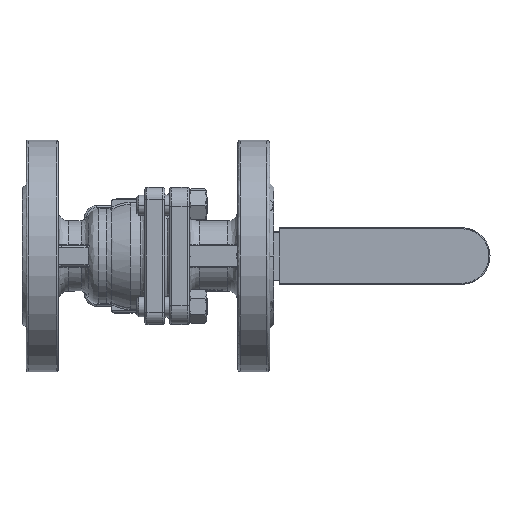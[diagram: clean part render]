
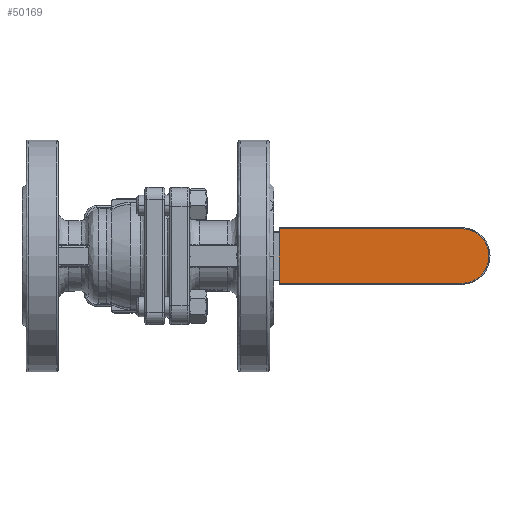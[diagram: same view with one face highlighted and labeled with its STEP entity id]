
A CAD part, front view. The second image highlights one B-rep face of the part: STEP entity #50169.
In plain terms, the highlighted planar face has unit normal (0, -1, 0).
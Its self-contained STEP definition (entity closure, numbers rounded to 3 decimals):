
#893 = CARTESIAN_POINT ( 'NONE',  ( -79.295, 17., 14. ) ) ;
#1502 = DIRECTION ( 'NONE',  ( 0., 0., -1. ) ) ;
#1703 = ORIENTED_EDGE ( 'NONE', *, *, #14341, .F. ) ;
#4160 = VECTOR ( 'NONE', #45451, 1000. ) ;
#4778 = AXIS2_PLACEMENT_3D ( 'NONE', #5755, #42258, #50533 ) ;
#5755 = CARTESIAN_POINT ( 'NONE',  ( -183.746, 17., 14. ) ) ;
#8569 = CARTESIAN_POINT ( 'NONE',  ( -183.746, 17., -13.5 ) ) ;
#9815 = PLANE ( 'NONE',  #4778 ) ;
#14323 = DIRECTION ( 'NONE',  ( 1., 0., 0. ) ) ;
#14341 = EDGE_CURVE ( 'NONE', #46043, #24562, #54510, .T. ) ;
#16584 = ORIENTED_EDGE ( 'NONE', *, *, #54549, .F. ) ;
#18016 = EDGE_CURVE ( 'NONE', #56866, #46043, #35913, .T. ) ;
#20583 = CARTESIAN_POINT ( 'NONE',  ( -169.746, 17., 13.5 ) ) ;
#23924 = ORIENTED_EDGE ( 'NONE', *, *, #18016, .F. ) ;
#24562 = VERTEX_POINT ( 'NONE', #40324 ) ;
#25670 = VECTOR ( 'NONE', #1502, 1000. ) ;
#26934 = VECTOR ( 'NONE', #14323, 1000. ) ;
#27229 = CARTESIAN_POINT ( 'NONE',  ( -169.746, 17., 13.5 ) ) ;
#29086 = EDGE_CURVE ( 'NONE', #37264, #56866, #59911, .T. ) ;
#29726 = CARTESIAN_POINT ( 'NONE',  ( -196.746, 17., -13.5 ) ) ;
#29926 = CARTESIAN_POINT ( 'NONE',  ( -169.746, 17., -13.5 ) ) ;
#35913 =( BOUNDED_CURVE ( )  B_SPLINE_CURVE ( 3, ( #29926, #29726, #43144, #20583 ),
 .UNSPECIFIED., .F., .F. ) 
 B_SPLINE_CURVE_WITH_KNOTS ( ( 4, 4 ),
 ( 0., 1. ),
 .UNSPECIFIED. ) 
 CURVE ( )  GEOMETRIC_REPRESENTATION_ITEM ( )  RATIONAL_B_SPLINE_CURVE ( ( 1., 0.333, 0.333, 1. ) ) 
 REPRESENTATION_ITEM ( '' )  );
#35921 = CARTESIAN_POINT ( 'NONE',  ( -79.295, 17., -13.5 ) ) ;
#37264 = VERTEX_POINT ( 'NONE', #35921 ) ;
#38024 = ORIENTED_EDGE ( 'NONE', *, *, #29086, .F. ) ;
#40324 = CARTESIAN_POINT ( 'NONE',  ( -79.295, 17., 13.5 ) ) ;
#40943 = CARTESIAN_POINT ( 'NONE',  ( -183.746, 17., 13.5 ) ) ;
#42258 = DIRECTION ( 'NONE',  ( 0., 1., 0. ) ) ;
#43144 = CARTESIAN_POINT ( 'NONE',  ( -196.746, 17., 13.5 ) ) ;
#45451 = DIRECTION ( 'NONE',  ( -1., 0., 0. ) ) ;
#46043 = VERTEX_POINT ( 'NONE', #27229 ) ;
#48153 = LINE ( 'NONE', #893, #25670 ) ;
#50169 = ADVANCED_FACE ( 'NONE', ( #50866 ), #9815, .F. ) ;
#50533 = DIRECTION ( 'NONE',  ( 0., 0., 1. ) ) ;
#50866 = FACE_OUTER_BOUND ( 'NONE', #57550, .T. ) ;
#52880 = CARTESIAN_POINT ( 'NONE',  ( -169.746, 17., -13.5 ) ) ;
#54510 = LINE ( 'NONE', #40943, #26934 ) ;
#54549 = EDGE_CURVE ( 'NONE', #24562, #37264, #48153, .T. ) ;
#56866 = VERTEX_POINT ( 'NONE', #52880 ) ;
#57550 = EDGE_LOOP ( 'NONE', ( #1703, #23924, #38024, #16584 ) ) ;
#59911 = LINE ( 'NONE', #8569, #4160 ) ;
